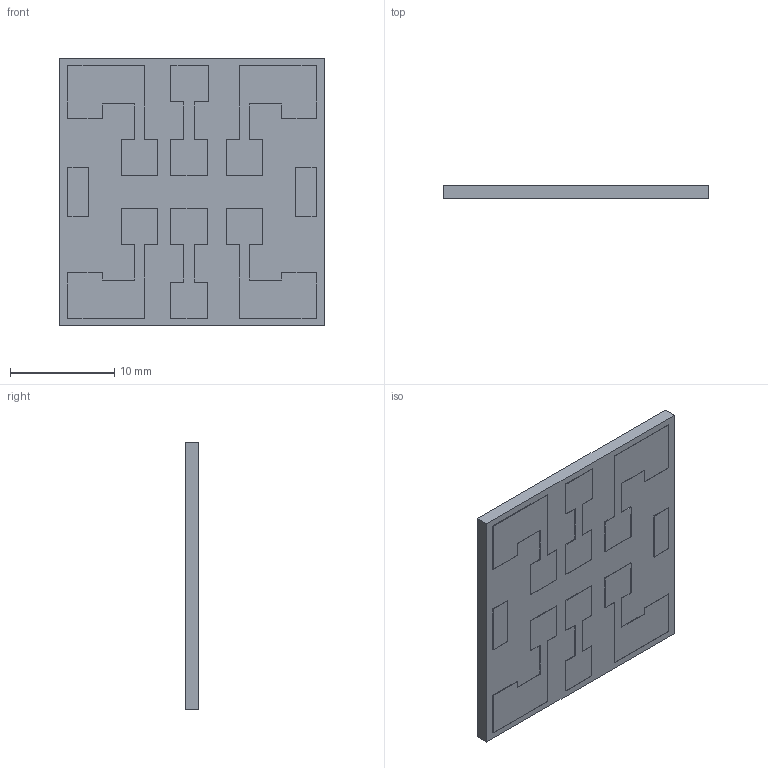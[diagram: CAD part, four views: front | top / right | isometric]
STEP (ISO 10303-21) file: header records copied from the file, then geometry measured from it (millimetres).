
FILE_DESCRIPTION(/* description */ (''),/* implementation_level */ '2;1');
FILE_NAME(/* name */ 'Perovskite.step',/* time_stamp */ '2022-11-06T19:57:33-06:00',/* author */ (''),/* organization */ (''),/* preprocessor_version */ 'ST-DEVELOPER v19.2',/* originating_system */ 'Autodesk Translation Framework v11.17.0.187',/* authorisation */ '');
FILE_SCHEMA (('AUTOMOTIVE_DESIGN { 1 0 10303 214 3 1 1 }'));
Length unit declared in the file: millimetre
Products named in the file (1): Perovskite model sketch
Bounding box: 25.53 x 1.3 x 25.67 mm (x, y, z)
Volume: 832.3 mm3; surface area: 1452 mm2
Topology: 1 solids, 1 shells, 94 faces, 252 edges, 168 vertices
Faces by surface type: plane 94
Entity records: 3024 total; most frequent: CARTESIAN_POINT 515, ORIENTED_EDGE 504, DIRECTION 442, LINE 252, VECTOR 252, EDGE_CURVE 252, VERTEX_POINT 168, EDGE_LOOP 102
